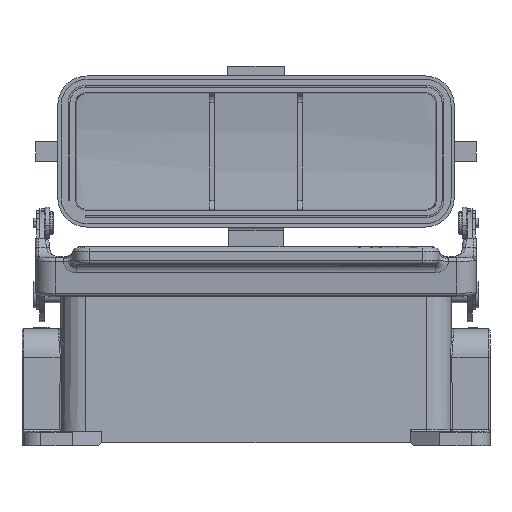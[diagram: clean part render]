
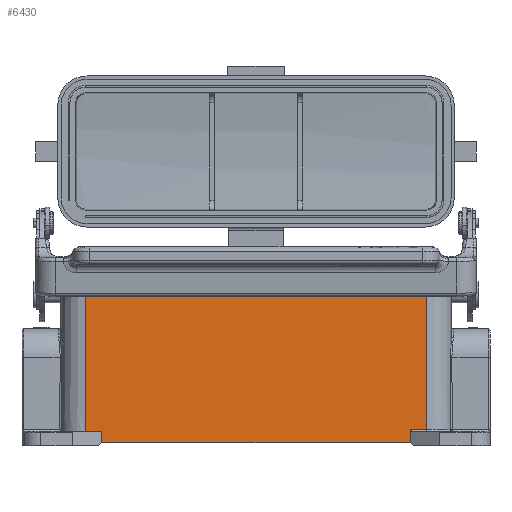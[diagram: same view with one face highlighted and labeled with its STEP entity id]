
A CAD part, left-side view. The second image highlights one B-rep face of the part: STEP entity #6430.
In plain terms, the highlighted planar face has unit normal (-1, 0, 0.009).
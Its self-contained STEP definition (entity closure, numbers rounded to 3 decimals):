
#3731=PLANE('',#37610);
#6430=ADVANCED_FACE('',(#8268),#3731,.T.);
#8268=FACE_OUTER_BOUND('',#10308,.T.);
#10308=EDGE_LOOP('',(#21268,#21269,#21270,#21271,#21272,#21273,#21274,#21275,
#21276,#21277,#21278,#21279));
#21268=ORIENTED_EDGE('',*,*,#29825,.T.);
#21269=ORIENTED_EDGE('',*,*,#29837,.T.);
#21270=ORIENTED_EDGE('',*,*,#29838,.T.);
#21271=ORIENTED_EDGE('',*,*,#29423,.T.);
#21272=ORIENTED_EDGE('',*,*,#29839,.F.);
#21273=ORIENTED_EDGE('',*,*,#29840,.T.);
#21274=ORIENTED_EDGE('',*,*,#29541,.T.);
#21275=ORIENTED_EDGE('',*,*,#29548,.F.);
#21276=ORIENTED_EDGE('',*,*,#29560,.F.);
#21277=ORIENTED_EDGE('',*,*,#29563,.T.);
#21278=ORIENTED_EDGE('',*,*,#29794,.T.);
#21279=ORIENTED_EDGE('',*,*,#29836,.T.);
#24528=VERTEX_POINT('',#78441);
#24529=VERTEX_POINT('',#78443);
#24606=VERTEX_POINT('',#78902);
#24607=VERTEX_POINT('',#78904);
#24611=VERTEX_POINT('',#78916);
#24618=VERTEX_POINT('',#78947);
#24620=VERTEX_POINT('',#78952);
#24773=VERTEX_POINT('',#79664);
#24789=VERTEX_POINT('',#79820);
#24790=VERTEX_POINT('',#79822);
#24795=VERTEX_POINT('',#79849);
#24796=VERTEX_POINT('',#79852);
#29423=EDGE_CURVE('',#24529,#24528,#32068,.T.);
#29541=EDGE_CURVE('',#24607,#24606,#32123,.T.);
#29548=EDGE_CURVE('',#24611,#24606,#32128,.T.);
#29560=EDGE_CURVE('',#24618,#24611,#32136,.T.);
#29563=EDGE_CURVE('',#24618,#24620,#32139,.T.);
#29794=EDGE_CURVE('',#24620,#24773,#32280,.T.);
#29825=EDGE_CURVE('',#24790,#24789,#32295,.T.);
#29836=EDGE_CURVE('',#24773,#24790,#32298,.T.);
#29837=EDGE_CURVE('',#24789,#24795,#32299,.T.);
#29838=EDGE_CURVE('',#24795,#24529,#32300,.T.);
#29839=EDGE_CURVE('',#24796,#24528,#32301,.T.);
#29840=EDGE_CURVE('',#24796,#24607,#32302,.T.);
#32068=LINE('',#78442,#34544);
#32123=LINE('',#78903,#34599);
#32128=LINE('',#78917,#34604);
#32136=LINE('',#78946,#34612);
#32139=LINE('',#78953,#34615);
#32280=LINE('',#79665,#34756);
#32295=LINE('',#79821,#34771);
#32298=LINE('',#79846,#34774);
#32299=LINE('',#79848,#34775);
#32300=LINE('',#79850,#34776);
#32301=LINE('',#79851,#34777);
#32302=LINE('',#79853,#34778);
#34544=VECTOR('',#45007,1.);
#34599=VECTOR('',#45222,1.);
#34604=VECTOR('',#45235,1.);
#34612=VECTOR('',#45261,1.);
#34615=VECTOR('',#45266,1.);
#34756=VECTOR('',#45649,1.);
#34771=VECTOR('',#45704,1.);
#34774=VECTOR('',#45733,1.);
#34775=VECTOR('',#45736,1.);
#34776=VECTOR('',#45737,1.);
#34777=VECTOR('',#45738,1.);
#34778=VECTOR('',#45739,1.);
#37610=AXIS2_PLACEMENT_3D('',#79854,#45740,#45741);
#45007=DIRECTION('',(0.,1.,0.));
#45222=DIRECTION('',(-0.009,0.,-1.));
#45235=DIRECTION('',(0.,1.,0.));
#45261=DIRECTION('',(0.009,0.,1.));
#45266=DIRECTION('',(0.,-1.,0.));
#45649=DIRECTION('',(0.009,0.,1.));
#45704=DIRECTION('',(0.009,0.,1.));
#45733=DIRECTION('',(0.,-1.,0.));
#45736=DIRECTION('',(0.,1.,0.));
#45737=DIRECTION('',(-0.009,0.,-1.));
#45738=DIRECTION('',(-0.009,0.,-1.));
#45739=DIRECTION('',(0.,1.,0.));
#45740=DIRECTION('',(-1.,0.,0.009));
#45741=DIRECTION('',(0.,1.,0.));
#78441=CARTESIAN_POINT('',(-21.526,1.6,48.));
#78442=CARTESIAN_POINT('',(-21.526,-1.6,48.));
#78443=CARTESIAN_POINT('',(-21.526,-1.6,48.));
#78902=CARTESIAN_POINT('',(-21.906,52.5,4.5));
#78903=CARTESIAN_POINT('',(-21.5,52.5,51.));
#78904=CARTESIAN_POINT('',(-21.5,52.5,51.));
#78916=CARTESIAN_POINT('',(-21.906,47.5,4.5));
#78917=CARTESIAN_POINT('',(-21.906,47.5,4.5));
#78946=CARTESIAN_POINT('',(-21.936,47.5,1.));
#78947=CARTESIAN_POINT('',(-21.936,47.5,1.));
#78952=CARTESIAN_POINT('',(-21.936,-47.5,1.));
#78953=CARTESIAN_POINT('',(-21.936,47.5,1.));
#79664=CARTESIAN_POINT('',(-21.901,-47.5,4.996));
#79665=CARTESIAN_POINT('',(-21.936,-47.5,1.));
#79820=CARTESIAN_POINT('',(-21.5,-52.5,51.));
#79821=CARTESIAN_POINT('',(-21.901,-52.5,4.996));
#79822=CARTESIAN_POINT('',(-21.901,-52.5,4.996));
#79846=CARTESIAN_POINT('',(-21.901,-47.5,4.996));
#79848=CARTESIAN_POINT('',(-21.5,-52.5,51.));
#79849=CARTESIAN_POINT('',(-21.5,-1.6,51.));
#79850=CARTESIAN_POINT('',(-21.5,-1.6,51.));
#79851=CARTESIAN_POINT('',(-21.5,1.6,51.));
#79852=CARTESIAN_POINT('',(-21.5,1.6,51.));
#79853=CARTESIAN_POINT('',(-21.5,1.6,51.));
#79854=CARTESIAN_POINT('',(-21.5,55.148,51.));
